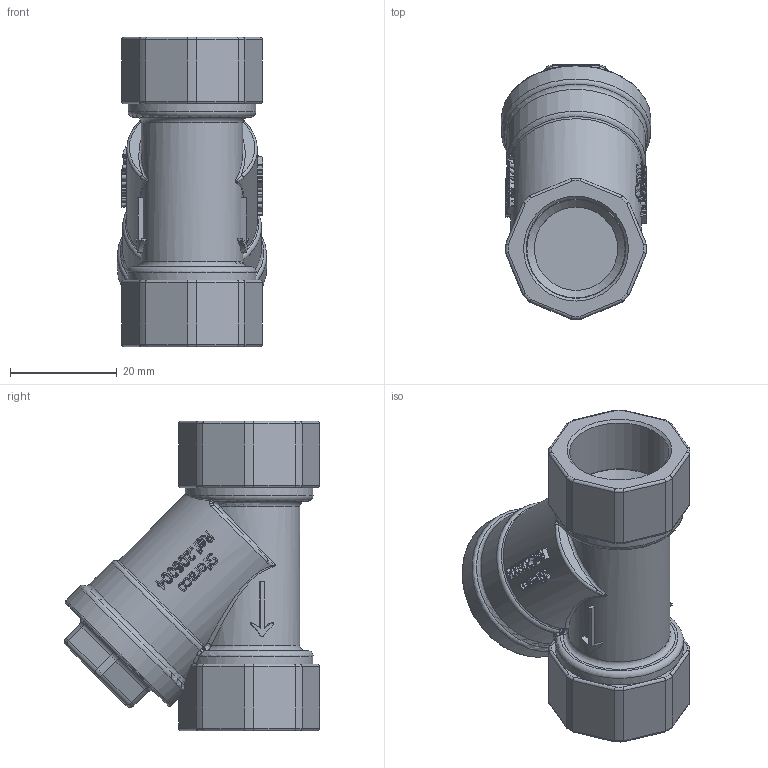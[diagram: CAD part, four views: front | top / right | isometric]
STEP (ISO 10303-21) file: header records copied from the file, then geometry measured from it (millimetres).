
FILE_DESCRIPTION(/* description */ ('206004'),/* implementation_level */ '2;1');
FILE_NAME(/* name */ '206004.stp',/* time_stamp */ '2016-04-14T13:20:12+02:00',/* author */ ('jmorand'),/* organization */ ('Sferaco'),/* preprocessor_version */ 'ST-DEVELOPER v16.1',/* originating_system */ 'Autodesk Inventor 2016',/* authorisation */ '');
FILE_SCHEMA (('AUTOMOTIVE_DESIGN { 1 0 10303 214 3 1 1 }'));
Length unit declared in the file: millimetre
Products named in the file (1): 206004_bd
Bounding box: 28 x 47.78 x 58 mm (x, y, z)
Volume: 27365.9 mm3; surface area: 10108.6 mm2
Topology: 1 solids, 1 shells, 836 faces, 2171 edges, 1394 vertices
Faces by surface type: bspline 401, plane 243, cylinder 134, torus 54, cone 4
Full cylindrical faces by diameter (mm): 15.6 x2, 18.631 x2, 24 x1, 28 x1
Entity records: 37650 total; most frequent: CARTESIAN_POINT 19034, ORIENTED_EDGE 4308, DIRECTION 2534, EDGE_CURVE 2154, VERTEX_POINT 1392, EDGE_LOOP 908, B_SPLINE_CURVE_WITH_KNOTS 882, LINE 882
